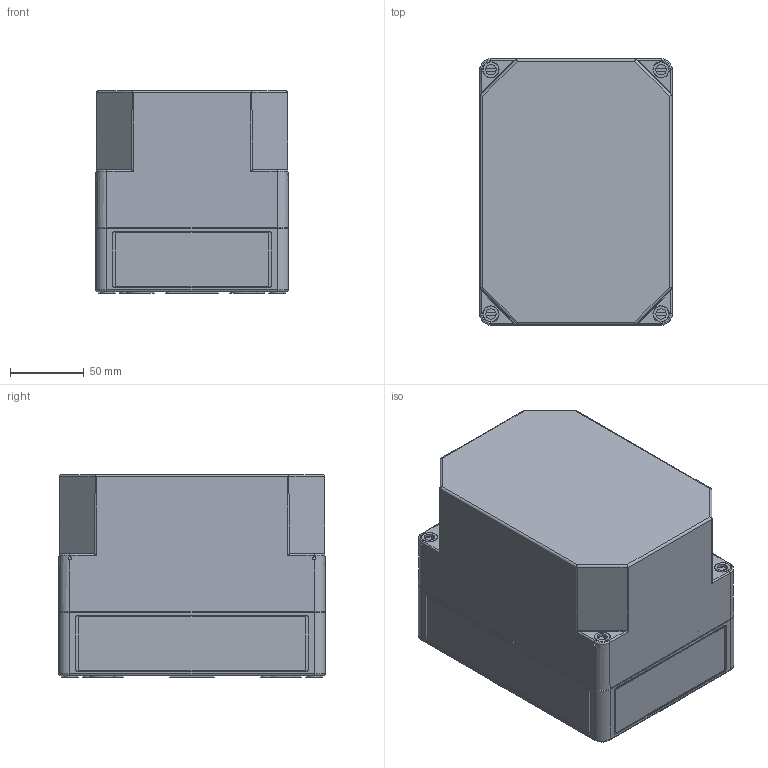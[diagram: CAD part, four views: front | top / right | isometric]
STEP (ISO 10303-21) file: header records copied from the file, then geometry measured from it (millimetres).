
FILE_DESCRIPTION( ( 'STEP AP214' ), ' ' );
FILE_NAME( '11201501.stp', '2016-03-28T18:24:37', ( '' ), ( '' ), ' ', 'PARTsolutions', ' ' );
FILE_SCHEMA( ( 'AUTOMOTIVE_DESIGN { 1 0 10303 214 1 1 1 1 }' ) );
Length unit declared in the file: millimetre
Products named in the file (4): 11201501; _Kasten_TK1813-f-o; _Deckel_TK1813-13-t; _Schraube_TK58mm-schwarz
Assembly tree (6 placements, depth 2):
  11201501
    _Kasten_TK1813-f-o
    _Deckel_TK1813-13-t
    _Schraube_TK58mm-schwarz  x4
Bounding box: 130 x 180 x 137 mm (x, y, z)
Volume: 470770.1 mm3; surface area: 281575.2 mm2
Topology: 6 solids, 6 shells, 945 faces, 2374 edges, 1556 vertices
Faces by surface type: plane 637, cylinder 244, cone 52, torus 12
Full cylindrical faces by diameter (mm): 2.2 x4, 3.4 x12, 5 x4, 5.8 x8, 7 x4, 7.42 x8, 8 x4, 8.376 x4, 9 x4, 10.2 x4, 10.5 x4, 14 x4, 16.6 x4, 19 x4
Entity records: 27136 total; most frequent: CARTESIAN_POINT 3947, DIRECTION 3680, ORIENTED_EDGE 3432, EDGE_CURVE 1716, AXIS2_PLACEMENT_3D 1280, VERTEX_POINT 1171, LINE 1120, VECTOR 1120
